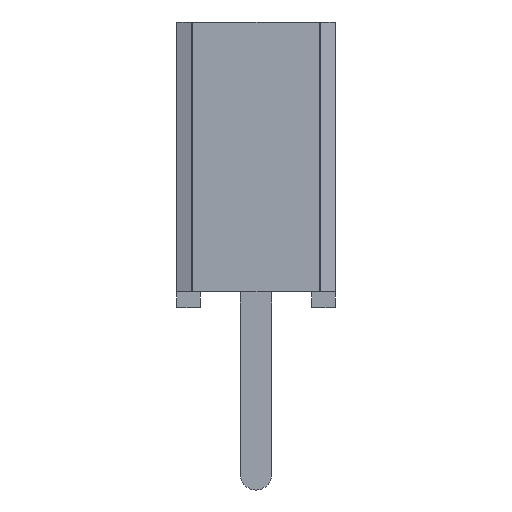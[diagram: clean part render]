
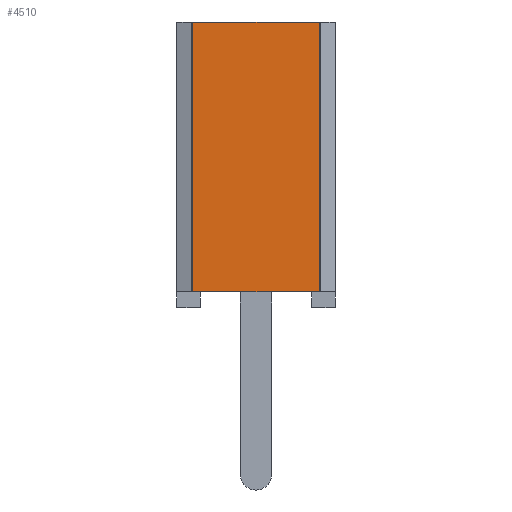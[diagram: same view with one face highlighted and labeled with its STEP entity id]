
A CAD part, left-side view. The second image highlights one B-rep face of the part: STEP entity #4510.
In plain terms, the highlighted planar face has unit normal (-1, 0, 0).
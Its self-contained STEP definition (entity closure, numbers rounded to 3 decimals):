
#4510 = ADVANCED_FACE('',(#4511),#4545,.F.);
#4511 = FACE_BOUND('',#4512,.T.);
#4512 = EDGE_LOOP('',(#4513,#4523,#4531,#4539));
#4513 = ORIENTED_EDGE('',*,*,#4514,.T.);
#4514 = EDGE_CURVE('',#4515,#4517,#4519,.T.);
#4515 = VERTEX_POINT('',#4516);
#4516 = CARTESIAN_POINT('',(-12.814,1.026,4.572));
#4517 = VERTEX_POINT('',#4518);
#4518 = CARTESIAN_POINT('',(-12.814,1.026,0.254));
#4519 = LINE('',#4520,#4521);
#4520 = CARTESIAN_POINT('',(-12.814,1.026,4.572));
#4521 = VECTOR('',#4522,1.);
#4522 = DIRECTION('',(0.,0.,-1.));
#4523 = ORIENTED_EDGE('',*,*,#4524,.T.);
#4524 = EDGE_CURVE('',#4517,#4525,#4527,.T.);
#4525 = VERTEX_POINT('',#4526);
#4526 = CARTESIAN_POINT('',(-12.814,-1.026,0.254));
#4527 = LINE('',#4528,#4529);
#4528 = CARTESIAN_POINT('',(-12.814,0.889,0.254));
#4529 = VECTOR('',#4530,1.);
#4530 = DIRECTION('',(0.,-1.,0.));
#4531 = ORIENTED_EDGE('',*,*,#4532,.T.);
#4532 = EDGE_CURVE('',#4525,#4533,#4535,.T.);
#4533 = VERTEX_POINT('',#4534);
#4534 = CARTESIAN_POINT('',(-12.814,-1.026,4.572));
#4535 = LINE('',#4536,#4537);
#4536 = CARTESIAN_POINT('',(-12.814,-1.026,4.572));
#4537 = VECTOR('',#4538,1.);
#4538 = DIRECTION('',(0.,0.,1.));
#4539 = ORIENTED_EDGE('',*,*,#4540,.F.);
#4540 = EDGE_CURVE('',#4515,#4533,#4541,.T.);
#4541 = LINE('',#4542,#4543);
#4542 = CARTESIAN_POINT('',(-12.814,1.27,4.572));
#4543 = VECTOR('',#4544,1.);
#4544 = DIRECTION('',(0.,-1.,0.));
#4545 = PLANE('',#4546);
#4546 = AXIS2_PLACEMENT_3D('',#4547,#4548,#4549);
#4547 = CARTESIAN_POINT('',(-12.814,1.27,4.572));
#4548 = DIRECTION('',(1.,0.,0.));
#4549 = DIRECTION('',(0.,1.,0.));
